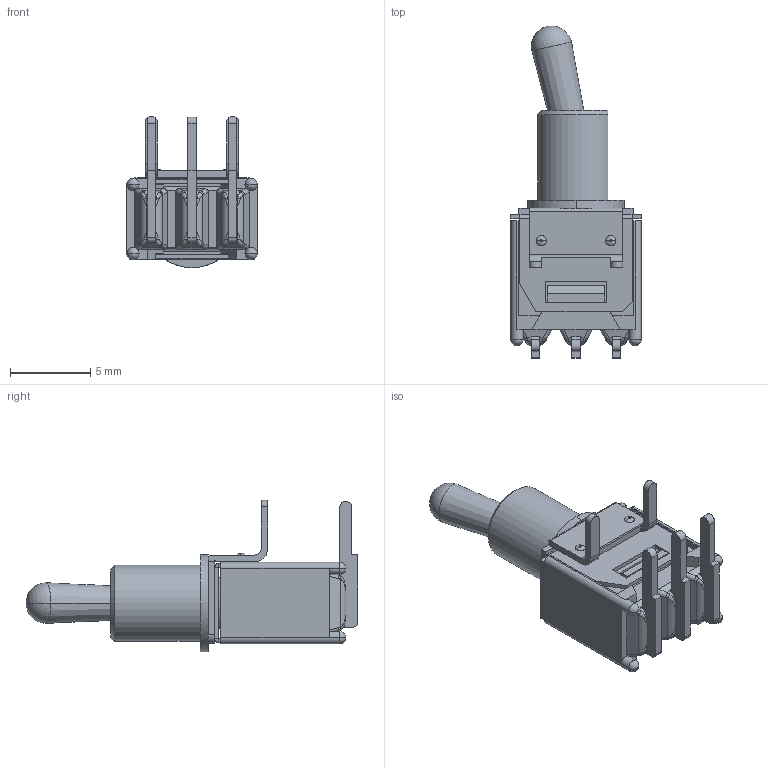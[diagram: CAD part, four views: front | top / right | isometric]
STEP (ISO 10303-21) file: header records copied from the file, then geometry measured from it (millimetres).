
FILE_DESCRIPTION((''),'2;1');
FILE_NAME('T1XXMH9A_SW0001_PRT','2011-11-03T',('jtrepler'),(''),'PRO/ENGINEER BY PARAMETRIC TECHNOLOGY CORPORATION, 2011080','PRO/ENGINEER BY PARAMETRIC TECHNOLOGY CORPORATION, 2011080','');
FILE_SCHEMA(('AUTOMOTIVE_DESIGN_CC2 { 1 2 10303 214 -1 1 5 2 }'));
Length unit declared in the file: inch
Products named in the file (1): T1XXMH9A_SW0001_PRT
Bounding box: 8.13 x 20.7 x 9.42 mm (x, y, z)
Volume: 320.7 mm3; surface area: 1144.7 mm2
Topology: 2 solids, 2 shells, 458 faces, 1276 edges, 798 vertices
Faces by surface type: plane 299, cylinder 92, bspline 40, sphere 12, cone 11, torus 4
Entity records: 15836 total; most frequent: CARTESIAN_POINT 4336, ORIENTED_EDGE 2528, DIRECTION 2213, EDGE_CURVE 1264, VECTOR 907, LINE 907, VERTEX_POINT 798, AXIS2_PLACEMENT_3D 653
